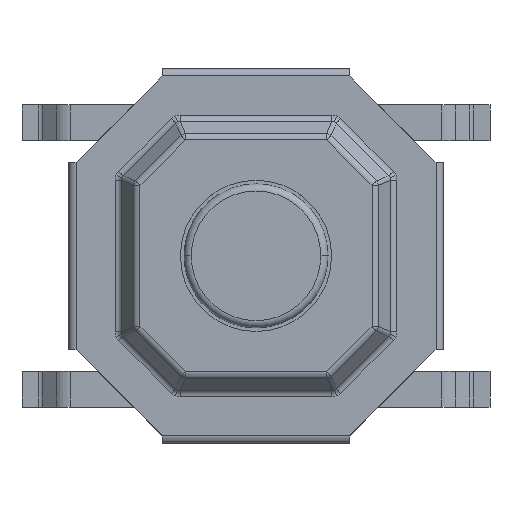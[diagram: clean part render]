
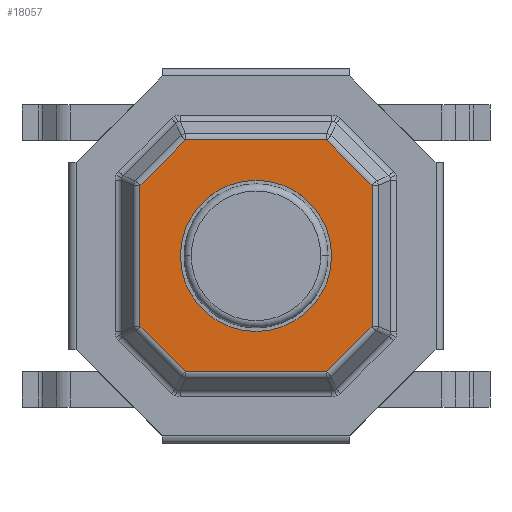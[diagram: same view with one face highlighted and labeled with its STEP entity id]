
A CAD part, top view. The second image highlights one B-rep face of the part: STEP entity #18057.
In plain terms, the highlighted planar face has unit normal (0, 0, 1).
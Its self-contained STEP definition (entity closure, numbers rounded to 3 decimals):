
#367 = DIRECTION ( 'NONE',  ( 1., 0., 0. ) ) ;
#564 = DIRECTION ( 'NONE',  ( 1., 0., 0. ) ) ;
#749 = VERTEX_POINT ( 'NONE', #7939 ) ;
#906 = LINE ( 'NONE', #6850, #7054 ) ;
#1067 = EDGE_CURVE ( 'NONE', #3431, #11499, #17231, .T. ) ;
#1107 = CARTESIAN_POINT ( 'NONE',  ( 1.611, 0., 1.2 ) ) ;
#1505 = EDGE_CURVE ( 'NONE', #17470, #749, #15277, .T. ) ;
#1688 = VECTOR ( 'NONE', #367, 1000. ) ;
#1786 = CARTESIAN_POINT ( 'NONE',  ( -1.611, 0.98, 1.2 ) ) ;
#1865 = CARTESIAN_POINT ( 'NONE',  ( -1.611, -0.98, 1.2 ) ) ;
#1951 = DIRECTION ( 'NONE',  ( -1., 0., 0. ) ) ;
#2018 = ORIENTED_EDGE ( 'NONE', *, *, #14701, .T. ) ;
#2195 = DIRECTION ( 'NONE',  ( 0., 0., 1. ) ) ;
#2711 = DIRECTION ( 'NONE',  ( 0., -1., 0. ) ) ;
#2781 = ORIENTED_EDGE ( 'NONE', *, *, #5661, .T. ) ;
#2860 = CARTESIAN_POINT ( 'NONE',  ( -1.05, 0., 1.2 ) ) ;
#2946 = ORIENTED_EDGE ( 'NONE', *, *, #9348, .T. ) ;
#3431 = VERTEX_POINT ( 'NONE', #1865 ) ;
#3718 = CARTESIAN_POINT ( 'NONE',  ( -0.98, -1.611, 1.2 ) ) ;
#3759 = EDGE_CURVE ( 'NONE', #16756, #7791, #16192, .T. ) ;
#3772 = CARTESIAN_POINT ( 'NONE',  ( 0., 0., 1.2 ) ) ;
#3918 = DIRECTION ( 'NONE',  ( 0.707, 0.707, 0. ) ) ;
#4021 = ORIENTED_EDGE ( 'NONE', *, *, #1067, .T. ) ;
#4997 = EDGE_CURVE ( 'NONE', #16011, #15501, #906, .T. ) ;
#5552 = VERTEX_POINT ( 'NONE', #1786 ) ;
#5644 = VECTOR ( 'NONE', #13325, 1000. ) ;
#5661 = EDGE_CURVE ( 'NONE', #749, #16011, #8201, .T. ) ;
#6396 = ORIENTED_EDGE ( 'NONE', *, *, #17413, .T. ) ;
#6505 = VECTOR ( 'NONE', #2711, 1000. ) ;
#6512 = CARTESIAN_POINT ( 'NONE',  ( 1.296, -1.296, 1.2 ) ) ;
#6850 = CARTESIAN_POINT ( 'NONE',  ( 1.296, 1.296, 1.2 ) ) ;
#7054 = VECTOR ( 'NONE', #17330, 1000. ) ;
#7456 = LINE ( 'NONE', #8802, #5644 ) ;
#7791 = VERTEX_POINT ( 'NONE', #10038 ) ;
#7891 = CIRCLE ( 'NONE', #12840, 1.05 ) ;
#7939 = CARTESIAN_POINT ( 'NONE',  ( 1.611, -0.98, 1.2 ) ) ;
#7958 = CARTESIAN_POINT ( 'NONE',  ( -0.98, 1.611, 1.2 ) ) ;
#8019 = ORIENTED_EDGE ( 'NONE', *, *, #18588, .F. ) ;
#8069 = DIRECTION ( 'NONE',  ( 0., 0., 1. ) ) ;
#8119 = ORIENTED_EDGE ( 'NONE', *, *, #17191, .T. ) ;
#8201 = LINE ( 'NONE', #1107, #17311 ) ;
#8706 = VECTOR ( 'NONE', #12911, 1000. ) ;
#8802 = CARTESIAN_POINT ( 'NONE',  ( -1.296, 1.296, 1.2 ) ) ;
#8815 = ORIENTED_EDGE ( 'NONE', *, *, #1505, .T. ) ;
#8846 = CARTESIAN_POINT ( 'NONE',  ( 0., -1.611, 1.2 ) ) ;
#9248 = DIRECTION ( 'NONE',  ( 1., 0., 0. ) ) ;
#9348 = EDGE_CURVE ( 'NONE', #14840, #5552, #7456, .T. ) ;
#9472 = CARTESIAN_POINT ( 'NONE',  ( 0., 1.611, 1.2 ) ) ;
#9651 = FACE_BOUND ( 'NONE', #11357, .T. ) ;
#9700 = CARTESIAN_POINT ( 'NONE',  ( 0., 0., 1.2 ) ) ;
#9847 = FACE_OUTER_BOUND ( 'NONE', #15754, .T. ) ;
#9932 = CARTESIAN_POINT ( 'NONE',  ( -1.611, 0., 1.2 ) ) ;
#10031 = LINE ( 'NONE', #9932, #6505 ) ;
#10038 = CARTESIAN_POINT ( 'NONE',  ( 1.05, 0., 1.2 ) ) ;
#10993 = PLANE ( 'NONE',  #11899 ) ;
#11357 = EDGE_LOOP ( 'NONE', ( #8019, #14250 ) ) ;
#11451 = DIRECTION ( 'NONE',  ( 0., 0., -1. ) ) ;
#11499 = VERTEX_POINT ( 'NONE', #3718 ) ;
#11606 = CARTESIAN_POINT ( 'NONE',  ( 0.98, 1.611, 1.2 ) ) ;
#11899 = AXIS2_PLACEMENT_3D ( 'NONE', #14455, #11451, #12909 ) ;
#12837 = AXIS2_PLACEMENT_3D ( 'NONE', #3772, #8069, #9248 ) ;
#12840 = AXIS2_PLACEMENT_3D ( 'NONE', #9700, #2195, #564 ) ;
#12909 = DIRECTION ( 'NONE',  ( -1., 0., 0. ) ) ;
#12911 = DIRECTION ( 'NONE',  ( 0.707, -0.707, 0. ) ) ;
#13325 = DIRECTION ( 'NONE',  ( -0.707, -0.707, 0. ) ) ;
#13351 = VECTOR ( 'NONE', #1951, 1000. ) ;
#13830 = CARTESIAN_POINT ( 'NONE',  ( 1.611, 0.98, 1.2 ) ) ;
#14250 = ORIENTED_EDGE ( 'NONE', *, *, #3759, .F. ) ;
#14455 = CARTESIAN_POINT ( 'NONE',  ( 0., 0., 1.2 ) ) ;
#14701 = EDGE_CURVE ( 'NONE', #5552, #3431, #10031, .T. ) ;
#14840 = VERTEX_POINT ( 'NONE', #7958 ) ;
#14919 = CARTESIAN_POINT ( 'NONE',  ( 0.98, -1.611, 1.2 ) ) ;
#15277 = LINE ( 'NONE', #6512, #17023 ) ;
#15501 = VERTEX_POINT ( 'NONE', #11606 ) ;
#15629 = DIRECTION ( 'NONE',  ( 0., 1., 0. ) ) ;
#15754 = EDGE_LOOP ( 'NONE', ( #8119, #2946, #2018, #4021, #6396, #8815, #2781, #18286 ) ) ;
#16011 = VERTEX_POINT ( 'NONE', #13830 ) ;
#16063 = CARTESIAN_POINT ( 'NONE',  ( -1.296, -1.296, 1.2 ) ) ;
#16192 = CIRCLE ( 'NONE', #12837, 1.05 ) ;
#16435 = LINE ( 'NONE', #8846, #1688 ) ;
#16756 = VERTEX_POINT ( 'NONE', #2860 ) ;
#17023 = VECTOR ( 'NONE', #3918, 1000. ) ;
#17191 = EDGE_CURVE ( 'NONE', #15501, #14840, #18299, .T. ) ;
#17231 = LINE ( 'NONE', #16063, #8706 ) ;
#17311 = VECTOR ( 'NONE', #15629, 1000. ) ;
#17330 = DIRECTION ( 'NONE',  ( -0.707, 0.707, 0. ) ) ;
#17413 = EDGE_CURVE ( 'NONE', #11499, #17470, #16435, .T. ) ;
#17470 = VERTEX_POINT ( 'NONE', #14919 ) ;
#18057 = ADVANCED_FACE ( 'NONE', ( #9847, #9651 ), #10993, .F. ) ;
#18286 = ORIENTED_EDGE ( 'NONE', *, *, #4997, .T. ) ;
#18299 = LINE ( 'NONE', #9472, #13351 ) ;
#18588 = EDGE_CURVE ( 'NONE', #7791, #16756, #7891, .T. ) ;
